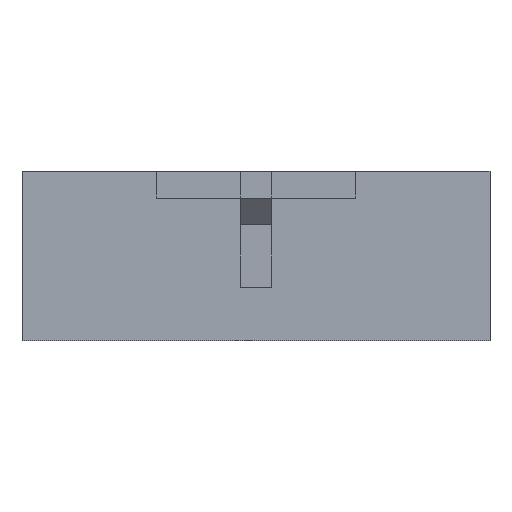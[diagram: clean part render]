
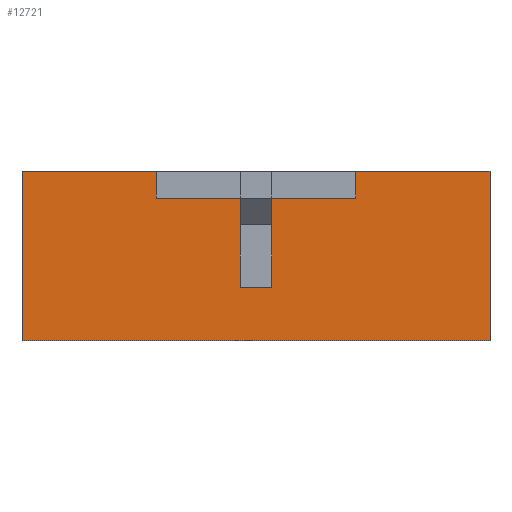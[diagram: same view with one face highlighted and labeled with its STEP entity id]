
A CAD part, left-side view. The second image highlights one B-rep face of the part: STEP entity #12721.
In plain terms, the highlighted planar face has unit normal (-1, 0, 0).
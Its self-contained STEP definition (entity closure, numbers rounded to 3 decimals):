
#4325 = VERTEX_POINT('',#4326);
#4326 = CARTESIAN_POINT('',(-22.34,-10.5,-3.8));
#4332 = EDGE_CURVE('',#4333,#4325,#4335,.T.);
#4333 = VERTEX_POINT('',#4334);
#4334 = CARTESIAN_POINT('',(-22.34,10.5,-3.8));
#4335 = LINE('',#4336,#4337);
#4336 = CARTESIAN_POINT('',(-22.34,10.5,-3.8));
#4337 = VECTOR('',#4338,1.);
#4338 = DIRECTION('',(0.,-1.,0.));
#9956 = VERTEX_POINT('',#9957);
#9957 = CARTESIAN_POINT('',(-22.34,-0.7,
    -1.4));
#9963 = EDGE_CURVE('',#9964,#9956,#9966,.T.);
#9964 = VERTEX_POINT('',#9965);
#9965 = CARTESIAN_POINT('',(-22.34,-0.7,
    2.6));
#9966 = LINE('',#9967,#9968);
#9967 = CARTESIAN_POINT('',(-22.34,-0.7,
    2.6));
#9968 = VECTOR('',#9969,1.);
#9969 = DIRECTION('',(0.,0.,-1.));
#9994 = EDGE_CURVE('',#9995,#9964,#9997,.T.);
#9995 = VERTEX_POINT('',#9996);
#9996 = CARTESIAN_POINT('',(-22.34,-4.475,
    2.6));
#9997 = LINE('',#9998,#9999);
#9998 = CARTESIAN_POINT('',(-22.34,-4.475,
    2.6));
#9999 = VECTOR('',#10000,1.);
#10000 = DIRECTION('',(0.,1.,0.));
#10073 = VERTEX_POINT('',#10074);
#10074 = CARTESIAN_POINT('',(-22.34,-4.475,
    3.8));
#10080 = EDGE_CURVE('',#10081,#10073,#10083,.T.);
#10081 = VERTEX_POINT('',#10082);
#10082 = CARTESIAN_POINT('',(-22.34,-10.5,3.8));
#10083 = LINE('',#10084,#10085);
#10084 = CARTESIAN_POINT('',(-22.34,-10.5,3.8));
#10085 = VECTOR('',#10086,1.);
#10086 = DIRECTION('',(0.,1.,0.));
#10153 = VERTEX_POINT('',#10154);
#10154 = CARTESIAN_POINT('',(-22.34,10.5,3.8));
#10160 = EDGE_CURVE('',#10161,#10153,#10163,.T.);
#10161 = VERTEX_POINT('',#10162);
#10162 = CARTESIAN_POINT('',(-22.34,4.475,
    3.8));
#10163 = LINE('',#10164,#10165);
#10164 = CARTESIAN_POINT('',(-22.34,4.475,
    3.8));
#10165 = VECTOR('',#10166,1.);
#10166 = DIRECTION('',(0.,1.,0.));
#10550 = VERTEX_POINT('',#10551);
#10551 = CARTESIAN_POINT('',(-22.34,4.475,
    2.6));
#10557 = EDGE_CURVE('',#10558,#10550,#10560,.T.);
#10558 = VERTEX_POINT('',#10559);
#10559 = CARTESIAN_POINT('',(-22.34,0.7,
    2.6));
#10560 = LINE('',#10561,#10562);
#10561 = CARTESIAN_POINT('',(-22.34,0.7,
    2.6));
#10562 = VECTOR('',#10563,1.);
#10563 = DIRECTION('',(0.,1.,0.));
#10580 = EDGE_CURVE('',#10550,#10161,#10581,.T.);
#10581 = LINE('',#10582,#10583);
#10582 = CARTESIAN_POINT('',(-22.34,4.475,
    2.6));
#10583 = VECTOR('',#10584,1.);
#10584 = DIRECTION('',(0.,0.,1.));
#12721 = ADVANCED_FACE('',(#12722),#12763,.T.);
#12722 = FACE_BOUND('',#12723,.T.);
#12723 = EDGE_LOOP('',(#12724,#12725,#12726,#12734,#12740,#12741,#12742,
    #12743,#12749,#12750,#12756,#12757));
#12724 = ORIENTED_EDGE('',*,*,#9994,.T.);
#12725 = ORIENTED_EDGE('',*,*,#9963,.T.);
#12726 = ORIENTED_EDGE('',*,*,#12727,.T.);
#12727 = EDGE_CURVE('',#9956,#12728,#12730,.T.);
#12728 = VERTEX_POINT('',#12729);
#12729 = CARTESIAN_POINT('',(-22.34,0.7,
    -1.4));
#12730 = LINE('',#12731,#12732);
#12731 = CARTESIAN_POINT('',(-22.34,-0.7,
    -1.4));
#12732 = VECTOR('',#12733,1.);
#12733 = DIRECTION('',(0.,1.,0.));
#12734 = ORIENTED_EDGE('',*,*,#12735,.T.);
#12735 = EDGE_CURVE('',#12728,#10558,#12736,.T.);
#12736 = LINE('',#12737,#12738);
#12737 = CARTESIAN_POINT('',(-22.34,0.7,
    -1.4));
#12738 = VECTOR('',#12739,1.);
#12739 = DIRECTION('',(0.,0.,1.));
#12740 = ORIENTED_EDGE('',*,*,#10557,.T.);
#12741 = ORIENTED_EDGE('',*,*,#10580,.T.);
#12742 = ORIENTED_EDGE('',*,*,#10160,.T.);
#12743 = ORIENTED_EDGE('',*,*,#12744,.T.);
#12744 = EDGE_CURVE('',#10153,#4333,#12745,.T.);
#12745 = LINE('',#12746,#12747);
#12746 = CARTESIAN_POINT('',(-22.34,10.5,3.8));
#12747 = VECTOR('',#12748,1.);
#12748 = DIRECTION('',(0.,0.,-1.));
#12749 = ORIENTED_EDGE('',*,*,#4332,.T.);
#12750 = ORIENTED_EDGE('',*,*,#12751,.T.);
#12751 = EDGE_CURVE('',#4325,#10081,#12752,.T.);
#12752 = LINE('',#12753,#12754);
#12753 = CARTESIAN_POINT('',(-22.34,-10.5,-3.8));
#12754 = VECTOR('',#12755,1.);
#12755 = DIRECTION('',(0.,0.,1.));
#12756 = ORIENTED_EDGE('',*,*,#10080,.T.);
#12757 = ORIENTED_EDGE('',*,*,#12758,.T.);
#12758 = EDGE_CURVE('',#10073,#9995,#12759,.T.);
#12759 = LINE('',#12760,#12761);
#12760 = CARTESIAN_POINT('',(-22.34,-4.475,
    3.8));
#12761 = VECTOR('',#12762,1.);
#12762 = DIRECTION('',(0.,0.,-1.));
#12763 = PLANE('',#12764);
#12764 = AXIS2_PLACEMENT_3D('',#12765,#12766,#12767);
#12765 = CARTESIAN_POINT('',(-22.34,0.,-0.057));
#12766 = DIRECTION('',(-1.,-0.,-0.));
#12767 = DIRECTION('',(0.,0.,-1.));
